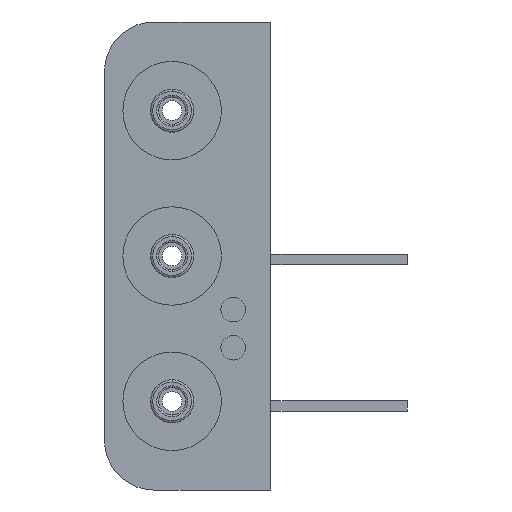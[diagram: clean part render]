
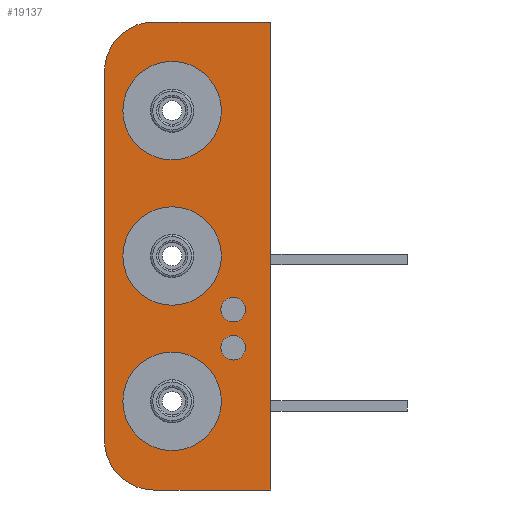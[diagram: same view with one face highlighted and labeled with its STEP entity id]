
A CAD part, left-side view. The second image highlights one B-rep face of the part: STEP entity #19137.
In plain terms, the highlighted planar face has unit normal (-1, 0, 0).
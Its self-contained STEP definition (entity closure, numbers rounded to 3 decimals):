
#15 = CARTESIAN_POINT ( 'NONE',  ( -25.75, 8.01, 0.65 ) ) ;
#257 = AXIS2_PLACEMENT_3D ( 'NONE', #5158, #1909, #17149 ) ;
#445 = DIRECTION ( 'NONE',  ( 0., 0., 1. ) ) ;
#458 = CIRCLE ( 'NONE', #11797, 4. ) ;
#507 = DIRECTION ( 'NONE',  ( -1., 0., 0. ) ) ;
#745 = DIRECTION ( 'NONE',  ( 0., 0., -1. ) ) ;
#798 = EDGE_CURVE ( 'NONE', #5836, #2813, #4039, .T. ) ;
#887 = CARTESIAN_POINT ( 'NONE',  ( -25.75, 3.05, 5. ) ) ;
#926 = AXIS2_PLACEMENT_3D ( 'NONE', #6067, #16737, #7594 ) ;
#998 = VECTOR ( 'NONE', #4106, 1000. ) ;
#1218 = CARTESIAN_POINT ( 'NONE',  ( -25.75, 3.05, 7.1 ) ) ;
#1282 = CIRCLE ( 'NONE', #12561, 1. ) ;
#1407 = AXIS2_PLACEMENT_3D ( 'NONE', #3757, #2077, #8179 ) ;
#1734 = ORIENTED_EDGE ( 'NONE', *, *, #5731, .F. ) ;
#1909 = DIRECTION ( 'NONE',  ( -1., 0., 0. ) ) ;
#2077 = DIRECTION ( 'NONE',  ( -1., 0., 0. ) ) ;
#2157 = DIRECTION ( 'NONE',  ( 1., 0., 0. ) ) ;
#2405 = CIRCLE ( 'NONE', #18502, 4. ) ;
#2410 = VECTOR ( 'NONE', #10270, 1000. ) ;
#2436 = CIRCLE ( 'NONE', #15427, 4. ) ;
#2496 = DIRECTION ( 'NONE',  ( -1., 0., 0. ) ) ;
#2778 = EDGE_CURVE ( 'NONE', #4416, #4651, #5861, .T. ) ;
#2813 = VERTEX_POINT ( 'NONE', #9748 ) ;
#2905 = VERTEX_POINT ( 'NONE', #6855 ) ;
#3541 = CARTESIAN_POINT ( 'NONE',  ( -25.75, 13.5, 0. ) ) ;
#3741 = LINE ( 'NONE', #10026, #16113 ) ;
#3757 = CARTESIAN_POINT ( 'NONE',  ( -25.75, 3.05, 8.1 ) ) ;
#4039 = CIRCLE ( 'NONE', #1407, 1. ) ;
#4106 = DIRECTION ( 'NONE',  ( 0., -1., 0. ) ) ;
#4111 = ORIENTED_EDGE ( 'NONE', *, *, #14242, .T. ) ;
#4154 = EDGE_CURVE ( 'NONE', #13405, #2905, #1282, .T. ) ;
#4182 = CARTESIAN_POINT ( 'NONE',  ( -25.75, 9.5, -6.55 ) ) ;
#4416 = VERTEX_POINT ( 'NONE', #10540 ) ;
#4420 = EDGE_CURVE ( 'NONE', #19411, #18730, #4624, .T. ) ;
#4450 = ORIENTED_EDGE ( 'NONE', *, *, #2778, .F. ) ;
#4624 = CIRCLE ( 'NONE', #926, 4. ) ;
#4651 = VERTEX_POINT ( 'NONE', #14201 ) ;
#5059 = DIRECTION ( 'NONE',  ( 0., 0., -1. ) ) ;
#5158 = CARTESIAN_POINT ( 'NONE',  ( -25.75, 13.5, 0. ) ) ;
#5159 = VERTEX_POINT ( 'NONE', #16648 ) ;
#5171 = VECTOR ( 'NONE', #5059, 1000. ) ;
#5180 = EDGE_LOOP ( 'NONE', ( #17388, #13908 ) ) ;
#5387 = EDGE_LOOP ( 'NONE', ( #11852, #13003 ) ) ;
#5568 = DIRECTION ( 'NONE',  ( 0., 0., 1. ) ) ;
#5731 = EDGE_CURVE ( 'NONE', #19411, #16876, #9832, .T. ) ;
#5817 = CARTESIAN_POINT ( 'NONE',  ( -25.75, 13.5, 27.45 ) ) ;
#5836 = VERTEX_POINT ( 'NONE', #1218 ) ;
#5861 = CIRCLE ( 'NONE', #9229, 4. ) ;
#5895 = CARTESIAN_POINT ( 'NONE',  ( -25.75, 0., -6.55 ) ) ;
#5949 = ORIENTED_EDGE ( 'NONE', *, *, #798, .F. ) ;
#6067 = CARTESIAN_POINT ( 'NONE',  ( -25.75, 9.5, 27.45 ) ) ;
#6287 = CARTESIAN_POINT ( 'NONE',  ( -25.75, 9.5, 31.45 ) ) ;
#6296 = AXIS2_PLACEMENT_3D ( 'NONE', #17123, #18654, #9538 ) ;
#6346 = EDGE_CURVE ( 'NONE', #5159, #12710, #2436, .T. ) ;
#6667 = EDGE_CURVE ( 'NONE', #8829, #16037, #19537, .T. ) ;
#6740 = CARTESIAN_POINT ( 'NONE',  ( -25.75, 8.01, 12.45 ) ) ;
#6811 = DIRECTION ( 'NONE',  ( -1., 0., 0. ) ) ;
#6855 = CARTESIAN_POINT ( 'NONE',  ( -25.75, 3.05, 6. ) ) ;
#6971 = DIRECTION ( 'NONE',  ( -1., 0., 0. ) ) ;
#7069 = CIRCLE ( 'NONE', #15151, 4. ) ;
#7566 = EDGE_CURVE ( 'NONE', #14444, #9568, #458, .T. ) ;
#7586 = FACE_BOUND ( 'NONE', #12245, .T. ) ;
#7594 = DIRECTION ( 'NONE',  ( 0., 0., 1. ) ) ;
#7605 = DIRECTION ( 'NONE',  ( 1., 0., 0. ) ) ;
#7831 = EDGE_CURVE ( 'NONE', #2905, #13405, #13330, .T. ) ;
#7870 = EDGE_CURVE ( 'NONE', #4651, #4416, #9042, .T. ) ;
#7980 = ORIENTED_EDGE ( 'NONE', *, *, #4420, .T. ) ;
#8050 = CIRCLE ( 'NONE', #16666, 1. ) ;
#8179 = DIRECTION ( 'NONE',  ( 0., 0., 1. ) ) ;
#8211 = ORIENTED_EDGE ( 'NONE', *, *, #14216, .T. ) ;
#8436 = CARTESIAN_POINT ( 'NONE',  ( -25.75, 8.01, 12.45 ) ) ;
#8713 = CARTESIAN_POINT ( 'NONE',  ( -25.75, 0., 31.45 ) ) ;
#8724 = CARTESIAN_POINT ( 'NONE',  ( -25.75, 13.5, -6.55 ) ) ;
#8829 = VERTEX_POINT ( 'NONE', #4182 ) ;
#9042 = CIRCLE ( 'NONE', #6296, 4. ) ;
#9229 = AXIS2_PLACEMENT_3D ( 'NONE', #15473, #12481, #9472 ) ;
#9458 = CARTESIAN_POINT ( 'NONE',  ( -25.75, 9.5, -2.55 ) ) ;
#9472 = DIRECTION ( 'NONE',  ( 0., 0., 1. ) ) ;
#9538 = DIRECTION ( 'NONE',  ( 0., 0., 1. ) ) ;
#9568 = VERTEX_POINT ( 'NONE', #13145 ) ;
#9748 = CARTESIAN_POINT ( 'NONE',  ( -25.75, 3.05, 9.1 ) ) ;
#9776 = DIRECTION ( 'NONE',  ( -1., 0., 0. ) ) ;
#9814 = CIRCLE ( 'NONE', #17277, 4. ) ;
#9832 = LINE ( 'NONE', #17880, #998 ) ;
#9898 = CARTESIAN_POINT ( 'NONE',  ( -25.75, 3.05, 4. ) ) ;
#10026 = CARTESIAN_POINT ( 'NONE',  ( -25.75, 0., 0. ) ) ;
#10144 = AXIS2_PLACEMENT_3D ( 'NONE', #14067, #12417, #15407 ) ;
#10270 = DIRECTION ( 'NONE',  ( 0., -1., 0. ) ) ;
#10365 = CARTESIAN_POINT ( 'NONE',  ( -25.75, 8.01, 4.65 ) ) ;
#10540 = CARTESIAN_POINT ( 'NONE',  ( -25.75, 8.01, 20.25 ) ) ;
#11227 = EDGE_CURVE ( 'NONE', #12710, #5159, #2405, .T. ) ;
#11501 = ORIENTED_EDGE ( 'NONE', *, *, #17269, .F. ) ;
#11797 = AXIS2_PLACEMENT_3D ( 'NONE', #6740, #6811, #19065 ) ;
#11852 = ORIENTED_EDGE ( 'NONE', *, *, #4154, .F. ) ;
#12245 = EDGE_LOOP ( 'NONE', ( #17157, #11501 ) ) ;
#12417 = DIRECTION ( 'NONE',  ( -1., 0., 0. ) ) ;
#12481 = DIRECTION ( 'NONE',  ( -1., 0., 0. ) ) ;
#12561 = AXIS2_PLACEMENT_3D ( 'NONE', #887, #9776, #19139 ) ;
#12710 = VERTEX_POINT ( 'NONE', #10365 ) ;
#12943 = ORIENTED_EDGE ( 'NONE', *, *, #15236, .F. ) ;
#13003 = ORIENTED_EDGE ( 'NONE', *, *, #7831, .F. ) ;
#13145 = CARTESIAN_POINT ( 'NONE',  ( -25.75, 8.01, 8.45 ) ) ;
#13322 = FACE_BOUND ( 'NONE', #19185, .T. ) ;
#13330 = CIRCLE ( 'NONE', #10144, 1. ) ;
#13405 = VERTEX_POINT ( 'NONE', #9898 ) ;
#13908 = ORIENTED_EDGE ( 'NONE', *, *, #6346, .T. ) ;
#14067 = CARTESIAN_POINT ( 'NONE',  ( -25.75, 3.05, 5. ) ) ;
#14201 = CARTESIAN_POINT ( 'NONE',  ( -25.75, 8.01, 28.25 ) ) ;
#14216 = EDGE_CURVE ( 'NONE', #18730, #14755, #16157, .T. ) ;
#14242 = EDGE_CURVE ( 'NONE', #14755, #8829, #7069, .T. ) ;
#14444 = VERTEX_POINT ( 'NONE', #17566 ) ;
#14755 = VERTEX_POINT ( 'NONE', #18142 ) ;
#14822 = CARTESIAN_POINT ( 'NONE',  ( -25.75, 3.05, 8.1 ) ) ;
#14882 = EDGE_LOOP ( 'NONE', ( #5949, #17555 ) ) ;
#15151 = AXIS2_PLACEMENT_3D ( 'NONE', #9458, #507, #445 ) ;
#15236 = EDGE_CURVE ( 'NONE', #16876, #16037, #3741, .T. ) ;
#15407 = DIRECTION ( 'NONE',  ( 0., 0., 1. ) ) ;
#15427 = AXIS2_PLACEMENT_3D ( 'NONE', #15, #7605, #19718 ) ;
#15470 = FACE_BOUND ( 'NONE', #14882, .T. ) ;
#15473 = CARTESIAN_POINT ( 'NONE',  ( -25.75, 8.01, 24.25 ) ) ;
#15627 = PLANE ( 'NONE',  #257 ) ;
#16037 = VERTEX_POINT ( 'NONE', #5895 ) ;
#16074 = CARTESIAN_POINT ( 'NONE',  ( -25.75, 8.01, 0.65 ) ) ;
#16113 = VECTOR ( 'NONE', #745, 1000. ) ;
#16157 = LINE ( 'NONE', #3541, #5171 ) ;
#16648 = CARTESIAN_POINT ( 'NONE',  ( -25.75, 8.01, -3.35 ) ) ;
#16666 = AXIS2_PLACEMENT_3D ( 'NONE', #14822, #2496, #17872 ) ;
#16737 = DIRECTION ( 'NONE',  ( -1., 0., 0. ) ) ;
#16876 = VERTEX_POINT ( 'NONE', #8713 ) ;
#17123 = CARTESIAN_POINT ( 'NONE',  ( -25.75, 8.01, 24.25 ) ) ;
#17149 = DIRECTION ( 'NONE',  ( 0., 0., 1. ) ) ;
#17157 = ORIENTED_EDGE ( 'NONE', *, *, #7566, .F. ) ;
#17269 = EDGE_CURVE ( 'NONE', #9568, #14444, #9814, .T. ) ;
#17277 = AXIS2_PLACEMENT_3D ( 'NONE', #8436, #6971, #5568 ) ;
#17301 = EDGE_LOOP ( 'NONE', ( #8211, #4111, #17965, #12943, #1734, #7980 ) ) ;
#17377 = FACE_BOUND ( 'NONE', #5387, .T. ) ;
#17388 = ORIENTED_EDGE ( 'NONE', *, *, #11227, .T. ) ;
#17555 = ORIENTED_EDGE ( 'NONE', *, *, #19635, .F. ) ;
#17566 = CARTESIAN_POINT ( 'NONE',  ( -25.75, 8.01, 16.45 ) ) ;
#17872 = DIRECTION ( 'NONE',  ( 0., 0., 1. ) ) ;
#17880 = CARTESIAN_POINT ( 'NONE',  ( -25.75, 13.5, 31.45 ) ) ;
#17965 = ORIENTED_EDGE ( 'NONE', *, *, #6667, .T. ) ;
#18142 = CARTESIAN_POINT ( 'NONE',  ( -25.75, 13.5, -2.55 ) ) ;
#18329 = FACE_BOUND ( 'NONE', #5180, .T. ) ;
#18476 = ORIENTED_EDGE ( 'NONE', *, *, #7870, .F. ) ;
#18502 = AXIS2_PLACEMENT_3D ( 'NONE', #16074, #2157, #18982 ) ;
#18654 = DIRECTION ( 'NONE',  ( -1., 0., 0. ) ) ;
#18730 = VERTEX_POINT ( 'NONE', #5817 ) ;
#18982 = DIRECTION ( 'NONE',  ( 0., 0., -1. ) ) ;
#19065 = DIRECTION ( 'NONE',  ( 0., 0., 1. ) ) ;
#19137 = ADVANCED_FACE ( 'NONE', ( #7586, #19486, #15470, #17377, #18329, #13322 ), #15627, .T. ) ;
#19139 = DIRECTION ( 'NONE',  ( 0., 0., 1. ) ) ;
#19185 = EDGE_LOOP ( 'NONE', ( #4450, #18476 ) ) ;
#19411 = VERTEX_POINT ( 'NONE', #6287 ) ;
#19486 = FACE_OUTER_BOUND ( 'NONE', #17301, .T. ) ;
#19537 = LINE ( 'NONE', #8724, #2410 ) ;
#19635 = EDGE_CURVE ( 'NONE', #2813, #5836, #8050, .T. ) ;
#19718 = DIRECTION ( 'NONE',  ( 0., 0., -1. ) ) ;
